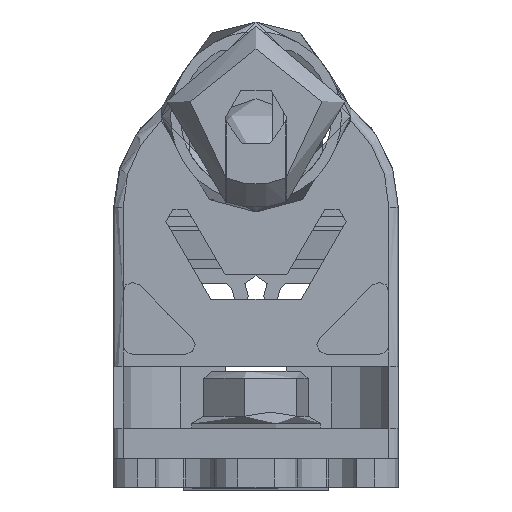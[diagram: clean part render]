
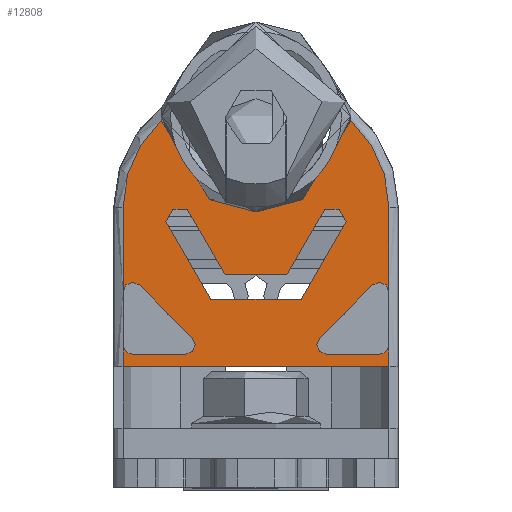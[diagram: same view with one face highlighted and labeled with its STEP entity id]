
A CAD part, front view. The second image highlights one B-rep face of the part: STEP entity #12808.
In plain terms, the highlighted face is planar.
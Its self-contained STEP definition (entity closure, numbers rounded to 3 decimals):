
#599=LINE('',#17984,#2153);
#601=LINE('',#17987,#2155);
#615=LINE('',#18030,#2169);
#618=LINE('',#18040,#2172);
#619=LINE('',#18044,#2173);
#620=LINE('',#18051,#2174);
#621=LINE('',#18055,#2175);
#622=LINE('',#18059,#2176);
#623=LINE('',#18062,#2177);
#2153=VECTOR('',#14539,8.91);
#2155=VECTOR('',#14541,2.3);
#2169=VECTOR('',#14565,28.);
#2172=VECTOR('',#14574,5.59);
#2173=VECTOR('',#14577,7.905);
#2174=VECTOR('',#14584,8.91);
#2175=VECTOR('',#14587,7.905);
#2176=VECTOR('',#14590,5.59);
#2177=VECTOR('',#14593,2.3);
#3764=FACE_BOUND('',#5250,.T.);
#3900=PLANE('',#13561);
#4527=FACE_OUTER_BOUND('',#5249,.T.);
#5249=EDGE_LOOP('',(#9334,#9335,#9336,#9337,#9338,#9339,#9340,#9341,#9342,
#9343,#9344,#9345,#9346,#9347,#9348,#9349,#9350,#9351));
#5250=EDGE_LOOP('',(#9352,#9353,#9354,#9355));
#6103=CIRCLE('',#13556,12.5);
#6106=CIRCLE('',#13562,1.);
#6107=CIRCLE('',#13563,1.);
#6108=CIRCLE('',#13564,1.);
#6109=CIRCLE('',#13565,10.);
#6110=CIRCLE('',#13566,12.5);
#6111=CIRCLE('',#13567,1.);
#6112=CIRCLE('',#13568,1.);
#6113=CIRCLE('',#13569,1.);
#6114=CIRCLE('',#13570,1.5);
#6115=CIRCLE('',#13571,6.5);
#6116=CIRCLE('',#13572,1.5);
#6117=CIRCLE('',#13573,9.5);
#6321=VERTEX_POINT('',#17976);
#6324=VERTEX_POINT('',#17981);
#6325=VERTEX_POINT('',#17983);
#6326=VERTEX_POINT('',#17985);
#6328=VERTEX_POINT('',#17990);
#6338=VERTEX_POINT('',#18029);
#6341=VERTEX_POINT('',#18037);
#6342=VERTEX_POINT('',#18039);
#6343=VERTEX_POINT('',#18041);
#6344=VERTEX_POINT('',#18043);
#6345=VERTEX_POINT('',#18046);
#6346=VERTEX_POINT('',#18048);
#6347=VERTEX_POINT('',#18050);
#6348=VERTEX_POINT('',#18052);
#6349=VERTEX_POINT('',#18054);
#6350=VERTEX_POINT('',#18056);
#6351=VERTEX_POINT('',#18058);
#6352=VERTEX_POINT('',#18060);
#6353=VERTEX_POINT('',#18063);
#6354=VERTEX_POINT('',#18064);
#6355=VERTEX_POINT('',#18066);
#6356=VERTEX_POINT('',#18068);
#7519=EDGE_CURVE('',#6324,#6325,#599,.T.);
#7521=EDGE_CURVE('',#6326,#6321,#601,.T.);
#7523=EDGE_CURVE('',#6328,#6324,#6103,.T.);
#7538=EDGE_CURVE('',#6338,#6321,#615,.T.);
#7542=EDGE_CURVE('',#6326,#6341,#6106,.T.);
#7543=EDGE_CURVE('',#6341,#6342,#618,.T.);
#7544=EDGE_CURVE('',#6342,#6343,#6107,.T.);
#7545=EDGE_CURVE('',#6343,#6344,#619,.T.);
#7546=EDGE_CURVE('',#6344,#6325,#6108,.T.);
#7547=EDGE_CURVE('',#6328,#6345,#6109,.T.);
#7548=EDGE_CURVE('',#6346,#6345,#6110,.T.);
#7549=EDGE_CURVE('',#6347,#6346,#620,.T.);
#7550=EDGE_CURVE('',#6347,#6348,#6111,.T.);
#7551=EDGE_CURVE('',#6348,#6349,#621,.T.);
#7552=EDGE_CURVE('',#6349,#6350,#6112,.T.);
#7553=EDGE_CURVE('',#6350,#6351,#622,.T.);
#7554=EDGE_CURVE('',#6351,#6352,#6113,.T.);
#7555=EDGE_CURVE('',#6338,#6352,#623,.T.);
#7556=EDGE_CURVE('',#6353,#6354,#6114,.T.);
#7557=EDGE_CURVE('',#6354,#6355,#6115,.T.);
#7558=EDGE_CURVE('',#6355,#6356,#6116,.T.);
#7559=EDGE_CURVE('',#6356,#6353,#6117,.T.);
#9334=ORIENTED_EDGE('',*,*,#7521,.F.);
#9335=ORIENTED_EDGE('',*,*,#7542,.T.);
#9336=ORIENTED_EDGE('',*,*,#7543,.T.);
#9337=ORIENTED_EDGE('',*,*,#7544,.T.);
#9338=ORIENTED_EDGE('',*,*,#7545,.T.);
#9339=ORIENTED_EDGE('',*,*,#7546,.T.);
#9340=ORIENTED_EDGE('',*,*,#7519,.F.);
#9341=ORIENTED_EDGE('',*,*,#7523,.F.);
#9342=ORIENTED_EDGE('',*,*,#7547,.T.);
#9343=ORIENTED_EDGE('',*,*,#7548,.F.);
#9344=ORIENTED_EDGE('',*,*,#7549,.F.);
#9345=ORIENTED_EDGE('',*,*,#7550,.T.);
#9346=ORIENTED_EDGE('',*,*,#7551,.T.);
#9347=ORIENTED_EDGE('',*,*,#7552,.T.);
#9348=ORIENTED_EDGE('',*,*,#7553,.T.);
#9349=ORIENTED_EDGE('',*,*,#7554,.T.);
#9350=ORIENTED_EDGE('',*,*,#7555,.F.);
#9351=ORIENTED_EDGE('',*,*,#7538,.T.);
#9352=ORIENTED_EDGE('',*,*,#7556,.T.);
#9353=ORIENTED_EDGE('',*,*,#7557,.T.);
#9354=ORIENTED_EDGE('',*,*,#7558,.T.);
#9355=ORIENTED_EDGE('',*,*,#7559,.T.);
#12808=ADVANCED_FACE('',(#4527,#3764),#3900,.T.);
#13556=AXIS2_PLACEMENT_3D('',#18003,#14544,#14545);
#13561=AXIS2_PLACEMENT_3D('',#18036,#14570,#14571);
#13562=AXIS2_PLACEMENT_3D('',#18038,#14572,#14573);
#13563=AXIS2_PLACEMENT_3D('',#18042,#14575,#14576);
#13564=AXIS2_PLACEMENT_3D('',#18045,#14578,#14579);
#13565=AXIS2_PLACEMENT_3D('',#18047,#14580,#14581);
#13566=AXIS2_PLACEMENT_3D('',#18049,#14582,#14583);
#13567=AXIS2_PLACEMENT_3D('',#18053,#14585,#14586);
#13568=AXIS2_PLACEMENT_3D('',#18057,#14588,#14589);
#13569=AXIS2_PLACEMENT_3D('',#18061,#14591,#14592);
#13570=AXIS2_PLACEMENT_3D('',#18065,#14594,#14595);
#13571=AXIS2_PLACEMENT_3D('',#18067,#14596,#14597);
#13572=AXIS2_PLACEMENT_3D('',#18069,#14598,#14599);
#13573=AXIS2_PLACEMENT_3D('',#18070,#14600,#14601);
#14539=DIRECTION('',(0.,-1.,0.));
#14541=DIRECTION('',(0.,-1.,0.));
#14544=DIRECTION('center_axis',(0.,0.,-1.));
#14545=DIRECTION('ref_axis',(0.902,0.433,0.));
#14565=DIRECTION('',(1.,0.,0.));
#14570=DIRECTION('center_axis',(0.,0.,1.));
#14571=DIRECTION('ref_axis',(1.,0.,0.));
#14572=DIRECTION('center_axis',(0.,0.,-1.));
#14573=DIRECTION('ref_axis',(0.,-1.,0.));
#14574=DIRECTION('',(-1.,0.,0.));
#14575=DIRECTION('center_axis',(0.,0.,-1.));
#14576=DIRECTION('ref_axis',(-0.707,0.707,0.));
#14577=DIRECTION('',(0.707,0.707,0.));
#14578=DIRECTION('center_axis',(0.,0.,-1.));
#14579=DIRECTION('ref_axis',(1.,0.,0.));
#14580=DIRECTION('center_axis',(0.,0.,-1.));
#14581=DIRECTION('ref_axis',(-1.,0.,0.));
#14582=DIRECTION('center_axis',(0.,0.,-1.));
#14583=DIRECTION('ref_axis',(-0.902,0.433,0.));
#14584=DIRECTION('',(0.,1.,0.));
#14585=DIRECTION('center_axis',(0.,0.,-1.));
#14586=DIRECTION('ref_axis',(-0.707,-0.707,0.));
#14587=DIRECTION('',(0.707,-0.707,0.));
#14588=DIRECTION('center_axis',(0.,0.,-1.));
#14589=DIRECTION('ref_axis',(0.,1.,0.));
#14590=DIRECTION('',(-1.,0.,0.));
#14591=DIRECTION('center_axis',(0.,0.,-1.));
#14592=DIRECTION('ref_axis',(1.,0.,0.));
#14593=DIRECTION('',(0.,1.,0.));
#14594=DIRECTION('center_axis',(0.,0.,-1.));
#14595=DIRECTION('ref_axis',(-1.,0.,0.));
#14596=DIRECTION('center_axis',(0.,0.,1.));
#14597=DIRECTION('ref_axis',(-1.,0.,0.));
#14598=DIRECTION('center_axis',(0.,0.,-1.));
#14599=DIRECTION('ref_axis',(-1.,0.,0.));
#14600=DIRECTION('center_axis',(0.,0.,-1.));
#14601=DIRECTION('ref_axis',(1.,0.,0.));
#17976=CARTESIAN_POINT('',(14.,-15.3,20.));
#17981=CARTESIAN_POINT('',(14.,1.5,20.));
#17983=CARTESIAN_POINT('',(14.,-7.41,20.));
#17984=CARTESIAN_POINT('',(14.,-8.5,20.));
#17985=CARTESIAN_POINT('',(14.,-13.,20.));
#17987=CARTESIAN_POINT('',(14.,-8.5,20.));
#17990=CARTESIAN_POINT('',(9.995,10.67,20.));
#18003=CARTESIAN_POINT('Origin',(1.5,1.5,20.));
#18029=CARTESIAN_POINT('',(-14.,-15.3,20.));
#18030=CARTESIAN_POINT('',(0.,-15.3,20.));
#18036=CARTESIAN_POINT('Origin',(0.,11.,
20.));
#18037=CARTESIAN_POINT('',(13.,-14.,20.));
#18038=CARTESIAN_POINT('Origin',(13.,-13.,20.));
#18039=CARTESIAN_POINT('',(7.41,-14.,20.));
#18040=CARTESIAN_POINT('',(6.5,-14.,20.));
#18041=CARTESIAN_POINT('',(6.703,-12.293,20.));
#18042=CARTESIAN_POINT('Origin',(7.41,-13.,20.));
#18043=CARTESIAN_POINT('',(12.293,-6.703,20.));
#18044=CARTESIAN_POINT('',(10.85,-8.145,20.));
#18045=CARTESIAN_POINT('Origin',(13.,-7.41,20.));
#18046=CARTESIAN_POINT('',(-9.995,10.67,20.));
#18047=CARTESIAN_POINT('Origin',(0.,11.,20.));
#18048=CARTESIAN_POINT('',(-14.,1.5,20.));
#18049=CARTESIAN_POINT('Origin',(-1.5,1.5,20.));
#18050=CARTESIAN_POINT('',(-14.,-7.41,20.));
#18051=CARTESIAN_POINT('',(-14.,6.25,20.));
#18052=CARTESIAN_POINT('',(-12.293,-6.703,20.));
#18053=CARTESIAN_POINT('Origin',(-13.,-7.41,20.));
#18054=CARTESIAN_POINT('',(-6.703,-12.293,20.));
#18055=CARTESIAN_POINT('',(-13.645,-5.35,20.));
#18056=CARTESIAN_POINT('',(-7.41,-14.,20.));
#18057=CARTESIAN_POINT('Origin',(-7.41,-13.,20.));
#18058=CARTESIAN_POINT('',(-13.,-14.,20.));
#18059=CARTESIAN_POINT('',(-3.705,-14.,20.));
#18060=CARTESIAN_POINT('',(-14.,-13.,20.));
#18061=CARTESIAN_POINT('Origin',(-13.,-13.,20.));
#18062=CARTESIAN_POINT('',(-14.,6.25,20.));
#18063=CARTESIAN_POINT('',(-9.5,0.,20.));
#18064=CARTESIAN_POINT('',(-6.5,0.,20.));
#18065=CARTESIAN_POINT('Origin',(-8.,0.,20.));
#18066=CARTESIAN_POINT('',(6.5,0.,20.));
#18067=CARTESIAN_POINT('Origin',(0.,0.,20.));
#18068=CARTESIAN_POINT('',(9.5,0.,20.));
#18069=CARTESIAN_POINT('Origin',(8.,0.,20.));
#18070=CARTESIAN_POINT('Origin',(0.,0.,20.));
